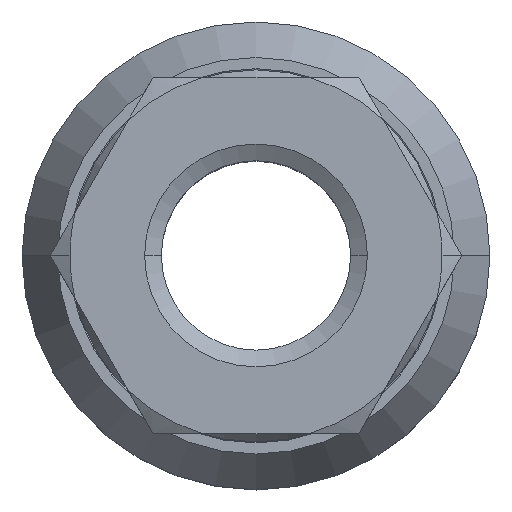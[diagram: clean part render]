
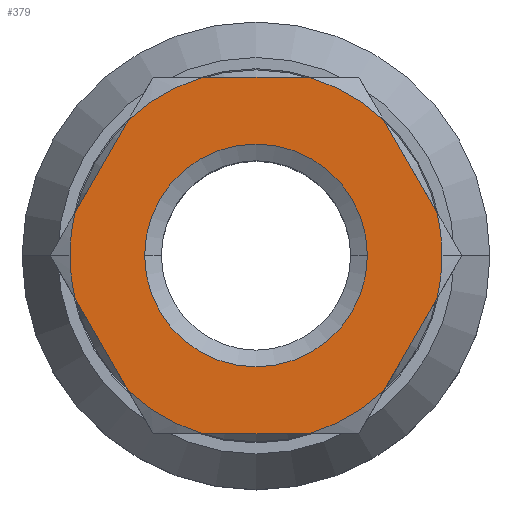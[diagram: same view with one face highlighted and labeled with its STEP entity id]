
A CAD part, top view. The second image highlights one B-rep face of the part: STEP entity #379.
In plain terms, the highlighted planar face has unit normal (0, 0, 1).
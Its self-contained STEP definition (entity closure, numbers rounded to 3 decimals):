
#261=VERTEX_POINT('',#716);
#265=VERTEX_POINT('',#720);
#315=EDGE_CURVE('',#343,#497,#774,.T.);
#337=EDGE_CURVE('',#497,#343,#800,.T.);
#343=VERTEX_POINT('',#807);
#347=EDGE_CURVE('',#557,#481,#812,.T.);
#379=ADVANCED_FACE('',(#847,#848),#849,.T.);
#389=EDGE_CURVE('',#417,#579,#860,.T.);
#401=EDGE_CURVE('',#519,#585,#872,.T.);
#417=VERTEX_POINT('',#891);
#419=EDGE_CURVE('',#519,#531,#893,.T.);
#421=EDGE_CURVE('',#579,#265,#895,.T.);
#423=EDGE_CURVE('',#509,#531,#897,.T.);
#429=EDGE_CURVE('',#539,#481,#903,.T.);
#433=EDGE_CURVE('',#417,#545,#908,.T.);
#457=EDGE_CURVE('',#539,#605,#935,.T.);
#473=EDGE_CURVE('',#509,#265,#951,.T.);
#481=VERTEX_POINT('',#959);
#497=VERTEX_POINT('',#978);
#509=VERTEX_POINT('',#991);
#517=EDGE_CURVE('',#261,#585,#1000,.T.);
#519=VERTEX_POINT('',#1002);
#531=VERTEX_POINT('',#1015);
#539=VERTEX_POINT('',#1023);
#541=EDGE_CURVE('',#611,#605,#1025,.T.);
#545=VERTEX_POINT('',#1029);
#557=VERTEX_POINT('',#1042);
#579=VERTEX_POINT('',#1069);
#585=VERTEX_POINT('',#1075);
#605=VERTEX_POINT('',#1099);
#611=VERTEX_POINT('',#1107);
#635=EDGE_CURVE('',#261,#557,#1132,.T.);
#663=EDGE_CURVE('',#611,#545,#1166,.T.);
#716=CARTESIAN_POINT('',(8.124,1.928,17.5));
#720=CARTESIAN_POINT('',(-8.124,1.928,17.5));
#774=CIRCLE('',#1298,5.);
#800=CIRCLE('',#1329,5.);
#807=CARTESIAN_POINT('',(5.,0.,17.5));
#812=CIRCLE('',#1344,8.35);
#847=FACE_BOUND('',#1413,.T.);
#848=FACE_OUTER_BOUND('',#1414,.T.);
#849=PLANE('',#1415);
#860=CIRCLE('',#1438,8.35);
#872=CIRCLE('',#1471,8.35);
#891=CARTESIAN_POINT('',(-8.124,-1.928,17.5));
#893=LINE('',#1504,#1505);
#895=CIRCLE('',#1508,8.35);
#897=CIRCLE('',#1511,8.35);
#903=LINE('',#1521,#1522);
#908=LINE('',#1528,#1529);
#935=CIRCLE('',#1568,8.35);
#951=LINE('',#1610,#1611);
#959=CARTESIAN_POINT('',(8.124,-1.928,17.5));
#978=CARTESIAN_POINT('',(-5.0,0.,17.5));
#991=CARTESIAN_POINT('',(-5.732,6.072,17.5));
#1000=LINE('',#1666,#1667);
#1002=CARTESIAN_POINT('',(2.392,8.0,17.5));
#1015=CARTESIAN_POINT('',(-2.392,8.0,17.5));
#1023=CARTESIAN_POINT('',(5.732,-6.072,17.5));
#1025=LINE('',#1710,#1711);
#1029=CARTESIAN_POINT('',(-5.732,-6.072,17.5));
#1042=CARTESIAN_POINT('',(8.35,0.,17.5));
#1069=CARTESIAN_POINT('',(-8.35,0.,17.5));
#1075=CARTESIAN_POINT('',(5.732,6.072,17.5));
#1099=CARTESIAN_POINT('',(2.392,-8.0,17.5));
#1107=CARTESIAN_POINT('',(-2.392,-8.0,17.5));
#1132=CIRCLE('',#1906,8.35);
#1166=CIRCLE('',#1955,8.35);
#1298=AXIS2_PLACEMENT_3D('',#2075,#2076,#2077);
#1329=AXIS2_PLACEMENT_3D('',#2118,#2119,#2120);
#1344=AXIS2_PLACEMENT_3D('',#2140,#2141,#2142);
#1413=EDGE_LOOP('',(#2179,#2180));
#1414=EDGE_LOOP('',(#2181,#2182,#2183,#2184,#2185,#2186,#2187,#2188,#2189,#2190,#2191,#2192,#2193,#2194));
#1415=AXIS2_PLACEMENT_3D('',#2195,#2196,#2197);
#1438=AXIS2_PLACEMENT_3D('',#2208,#2209,#2210);
#1471=AXIS2_PLACEMENT_3D('',#2211,#2212,#2213);
#1504=CARTESIAN_POINT('',(5.459,8.0,17.5));
#1505=VECTOR('',#2247,1.0);
#1508=AXIS2_PLACEMENT_3D('',#2248,#2249,#2250);
#1511=AXIS2_PLACEMENT_3D('',#2251,#2252,#2253);
#1521=CARTESIAN_POINT('',(6.561,-4.636,17.5));
#1522=VECTOR('',#2258,1.0);
#1528=CARTESIAN_POINT('',(-7.295,-3.364,17.5));
#1529=VECTOR('',#2267,1.0);
#1568=AXIS2_PLACEMENT_3D('',#2298,#2299,#2300);
#1610=CARTESIAN_POINT('',(-4.986,7.364,17.5));
#1611=VECTOR('',#2306,1.0);
#1666=CARTESIAN_POINT('',(8.87,0.636,17.5));
#1667=VECTOR('',#2356,1.0);
#1710=CARTESIAN_POINT('',(0.841,-8.0,17.5));
#1711=VECTOR('',#2374,1.0);
#1906=AXIS2_PLACEMENT_3D('',#2495,#2496,#2497);
#1955=AXIS2_PLACEMENT_3D('',#2546,#2547,#2548);
#2075=CARTESIAN_POINT('',(0.0,0.,17.5));
#2076=DIRECTION('',(0.0,0.0,-1.0));
#2077=DIRECTION('',(-1.0,0.,0.0));
#2118=CARTESIAN_POINT('',(0.0,0.,17.5));
#2119=DIRECTION('',(0.0,0.0,-1.0));
#2120=DIRECTION('',(-1.0,0.,0.0));
#2140=CARTESIAN_POINT('',(0.,0.,17.5));
#2141=DIRECTION('',(0.0,0.0,-1.0));
#2142=DIRECTION('',(1.0,0.,0.0));
#2179=ORIENTED_EDGE('',*,*,#337,.T.);
#2180=ORIENTED_EDGE('',*,*,#315,.T.);
#2181=ORIENTED_EDGE('',*,*,#517,.T.);
#2182=ORIENTED_EDGE('',*,*,#401,.F.);
#2183=ORIENTED_EDGE('',*,*,#419,.T.);
#2184=ORIENTED_EDGE('',*,*,#423,.F.);
#2185=ORIENTED_EDGE('',*,*,#473,.T.);
#2186=ORIENTED_EDGE('',*,*,#421,.F.);
#2187=ORIENTED_EDGE('',*,*,#389,.F.);
#2188=ORIENTED_EDGE('',*,*,#433,.T.);
#2189=ORIENTED_EDGE('',*,*,#663,.F.);
#2190=ORIENTED_EDGE('',*,*,#541,.T.);
#2191=ORIENTED_EDGE('',*,*,#457,.F.);
#2192=ORIENTED_EDGE('',*,*,#429,.T.);
#2193=ORIENTED_EDGE('',*,*,#347,.F.);
#2194=ORIENTED_EDGE('',*,*,#635,.F.);
#2195=CARTESIAN_POINT('',(6.3,0.,17.5));
#2196=DIRECTION('',(0.0,0.0,1.0));
#2197=DIRECTION('',(1.0,0.0,0.0));
#2208=CARTESIAN_POINT('',(0.,0.,17.5));
#2209=DIRECTION('',(0.0,0.0,-1.0));
#2210=DIRECTION('',(1.0,0.,0.0));
#2211=CARTESIAN_POINT('',(0.,0.,17.5));
#2212=DIRECTION('',(0.0,0.0,-1.0));
#2213=DIRECTION('',(1.0,0.,0.0));
#2247=DIRECTION('',(-1.0,0.0,0.0));
#2248=CARTESIAN_POINT('',(0.,0.,17.5));
#2249=DIRECTION('',(0.0,0.0,-1.0));
#2250=DIRECTION('',(1.0,0.,0.0));
#2251=CARTESIAN_POINT('',(0.,0.,17.5));
#2252=DIRECTION('',(0.0,0.0,-1.0));
#2253=DIRECTION('',(1.0,0.,0.0));
#2258=DIRECTION('',(0.5,0.866,0.0));
#2267=DIRECTION('',(0.5,-0.866,0.0));
#2298=CARTESIAN_POINT('',(0.,0.,17.5));
#2299=DIRECTION('',(0.0,0.0,-1.0));
#2300=DIRECTION('',(1.0,0.,0.0));
#2306=DIRECTION('',(-0.5,-0.866,0.0));
#2356=DIRECTION('',(-0.5,0.866,0.0));
#2374=DIRECTION('',(1.0,0.0,0.0));
#2495=CARTESIAN_POINT('',(0.,0.,17.5));
#2496=DIRECTION('',(0.0,0.0,-1.0));
#2497=DIRECTION('',(1.0,0.,0.0));
#2546=CARTESIAN_POINT('',(0.,0.,17.5));
#2547=DIRECTION('',(0.0,0.0,-1.0));
#2548=DIRECTION('',(1.0,0.,0.0));
